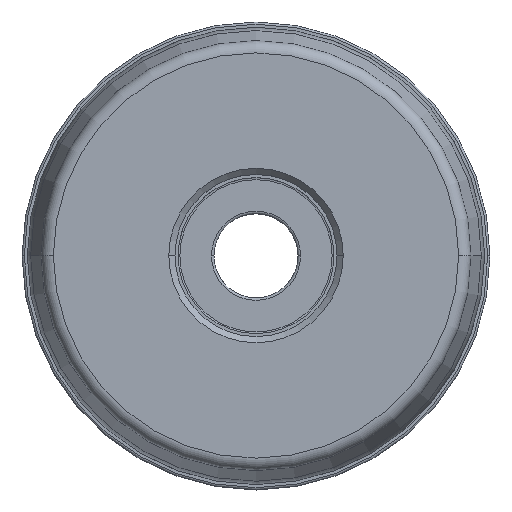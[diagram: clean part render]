
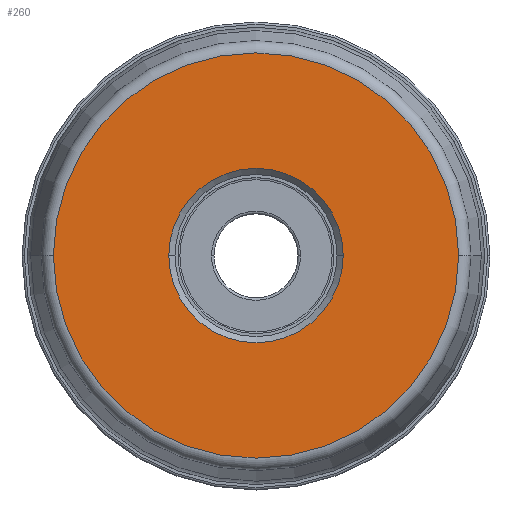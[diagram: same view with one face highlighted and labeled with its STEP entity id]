
A CAD part, top view. The second image highlights one B-rep face of the part: STEP entity #260.
In plain terms, the highlighted planar face has unit normal (0, 0, 1).
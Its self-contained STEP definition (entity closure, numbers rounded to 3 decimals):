
#260=ADVANCED_FACE('',(#306,#307),#294,.F.);
#294=PLANE('',#1831);
#306=FACE_BOUND('',#376,.T.);
#307=FACE_BOUND('',#377,.T.);
#376=EDGE_LOOP('',(#704,#705,#706,#707));
#377=EDGE_LOOP('',(#708,#709));
#704=ORIENTED_EDGE('',*,*,#1131,.T.);
#705=ORIENTED_EDGE('',*,*,#1136,.T.);
#706=ORIENTED_EDGE('',*,*,#1135,.F.);
#707=ORIENTED_EDGE('',*,*,#1132,.T.);
#708=ORIENTED_EDGE('',*,*,#1137,.T.);
#709=ORIENTED_EDGE('',*,*,#1138,.T.);
#940=VERTEX_POINT('',#2854);
#941=VERTEX_POINT('',#2855);
#942=VERTEX_POINT('',#2857);
#943=VERTEX_POINT('',#2862);
#944=VERTEX_POINT('',#2866);
#945=VERTEX_POINT('',#2867);
#1131=EDGE_CURVE('',#940,#941,#1339,.T.);
#1132=EDGE_CURVE('',#942,#940,#1340,.T.);
#1135=EDGE_CURVE('',#942,#943,#1343,.T.);
#1136=EDGE_CURVE('',#941,#943,#1344,.T.);
#1137=EDGE_CURVE('',#944,#945,#1345,.T.);
#1138=EDGE_CURVE('',#945,#944,#1346,.T.);
#1339=CIRCLE('',#1821,33.);
#1340=CIRCLE('',#1822,33.);
#1343=CIRCLE('',#1826,33.);
#1344=CIRCLE('',#1827,33.);
#1345=CIRCLE('',#1829,14.2);
#1346=CIRCLE('',#1830,14.2);
#1821=AXIS2_PLACEMENT_3D('',#2853,#2339,#2340);
#1822=AXIS2_PLACEMENT_3D('',#2856,#2341,#2342);
#1826=AXIS2_PLACEMENT_3D('',#2861,#2349,#2350);
#1827=AXIS2_PLACEMENT_3D('',#2863,#2351,#2352);
#1829=AXIS2_PLACEMENT_3D('',#2865,#2355,#2356);
#1830=AXIS2_PLACEMENT_3D('',#2868,#2357,#2358);
#1831=AXIS2_PLACEMENT_3D('',#2869,#2359,#2360);
#2339=DIRECTION('',(0.,0.,1.));
#2340=DIRECTION('',(-1.,0.,0.));
#2341=DIRECTION('',(0.,0.,1.));
#2342=DIRECTION('',(-1.,0.,0.));
#2349=DIRECTION('',(0.,0.,-1.));
#2350=DIRECTION('',(1.,0.,0.));
#2351=DIRECTION('',(0.,0.,1.));
#2352=DIRECTION('',(1.,0.,0.));
#2355=DIRECTION('',(0.,0.,-1.));
#2356=DIRECTION('',(-1.,0.,0.));
#2357=DIRECTION('',(0.,0.,-1.));
#2358=DIRECTION('',(1.,0.,0.));
#2359=DIRECTION('',(0.,0.,-1.));
#2360=DIRECTION('',(1.,0.,0.));
#2853=CARTESIAN_POINT('',(0.,0.,0.));
#2854=CARTESIAN_POINT('',(-33.,-0.015,0.));
#2855=CARTESIAN_POINT('',(33.,0.,0.));
#2856=CARTESIAN_POINT('',(0.,0.,0.));
#2857=CARTESIAN_POINT('',(-33.,0.,0.));
#2861=CARTESIAN_POINT('',(0.,0.,0.));
#2862=CARTESIAN_POINT('',(33.,0.015,0.));
#2863=CARTESIAN_POINT('',(0.,0.,0.));
#2865=CARTESIAN_POINT('',(0.,0.,0.));
#2866=CARTESIAN_POINT('',(-14.2,0.,0.));
#2867=CARTESIAN_POINT('',(14.2,0.,0.));
#2868=CARTESIAN_POINT('',(0.,0.,0.));
#2869=CARTESIAN_POINT('',(0.,0.,0.));
